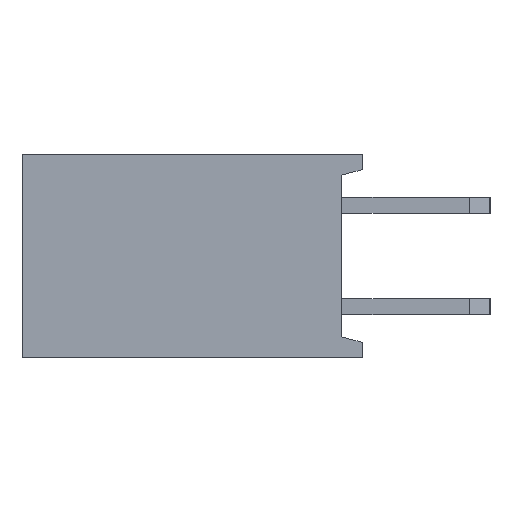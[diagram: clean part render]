
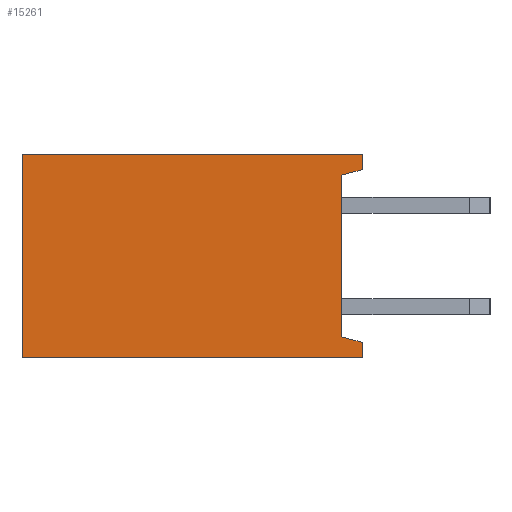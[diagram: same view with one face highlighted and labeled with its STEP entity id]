
A CAD part, left-side view. The second image highlights one B-rep face of the part: STEP entity #15261.
In plain terms, the highlighted planar face has unit normal (-1, 0, 0).
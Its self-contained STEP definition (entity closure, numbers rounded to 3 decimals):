
#106 = EDGE_CURVE ( 'NONE', #3198, #1356, #7241, .T. ) ;
#349 = VECTOR ( 'NONE', #10579, 1000. ) ;
#369 = DIRECTION ( 'NONE',  ( 0., 1., 0. ) ) ;
#406 = EDGE_CURVE ( 'NONE', #13847, #15772, #8265, .T. ) ;
#448 = CARTESIAN_POINT ( 'NONE',  ( -24.384, 0., -2.54 ) ) ;
#659 = CARTESIAN_POINT ( 'NONE',  ( -24.384, 8.509, -2.54 ) ) ;
#779 = LINE ( 'NONE', #4336, #349 ) ;
#962 = ORIENTED_EDGE ( 'NONE', *, *, #5702, .T. ) ;
#1119 = VECTOR ( 'NONE', #12880, 1000. ) ;
#1356 = VERTEX_POINT ( 'NONE', #7161 ) ;
#2059 = FACE_OUTER_BOUND ( 'NONE', #4753, .T. ) ;
#2102 = VERTEX_POINT ( 'NONE', #3251 ) ;
#2490 = EDGE_CURVE ( 'NONE', #15772, #11752, #4685, .T. ) ;
#2630 = ORIENTED_EDGE ( 'NONE', *, *, #10532, .T. ) ;
#2943 = LINE ( 'NONE', #7879, #13655 ) ;
#2999 = DIRECTION ( 'NONE',  ( 0., 0.966, 0.259 ) ) ;
#3198 = VERTEX_POINT ( 'NONE', #11621 ) ;
#3251 = CARTESIAN_POINT ( 'NONE',  ( -24.384, 0.508, -2.023 ) ) ;
#3533 = VECTOR ( 'NONE', #4522, 1000. ) ;
#3634 = CARTESIAN_POINT ( 'NONE',  ( -24.384, 0., -2.54 ) ) ;
#3963 = AXIS2_PLACEMENT_3D ( 'NONE', #7047, #4633, #10633 ) ;
#4289 = CARTESIAN_POINT ( 'NONE',  ( -24.384, 0., -2.159 ) ) ;
#4318 = DIRECTION ( 'NONE',  ( 0., 0., -1. ) ) ;
#4336 = CARTESIAN_POINT ( 'NONE',  ( -24.384, 0.508, 2.023 ) ) ;
#4522 = DIRECTION ( 'NONE',  ( 0., -1., 0. ) ) ;
#4547 = VECTOR ( 'NONE', #2999, 1000. ) ;
#4633 = DIRECTION ( 'NONE',  ( -1., 0., 0. ) ) ;
#4685 = LINE ( 'NONE', #659, #3533 ) ;
#4753 = EDGE_LOOP ( 'NONE', ( #962, #12466, #10414, #7278, #2630, #10293, #10915, #12325 ) ) ;
#5463 = CARTESIAN_POINT ( 'NONE',  ( -24.384, 0.508, 2.023 ) ) ;
#5702 = EDGE_CURVE ( 'NONE', #1356, #13847, #2943, .T. ) ;
#5873 = VERTEX_POINT ( 'NONE', #11414 ) ;
#7047 = CARTESIAN_POINT ( 'NONE',  ( -24.384, 0., 0. ) ) ;
#7161 = CARTESIAN_POINT ( 'NONE',  ( -24.384, 0., 2.54 ) ) ;
#7241 = LINE ( 'NONE', #14758, #15567 ) ;
#7278 = ORIENTED_EDGE ( 'NONE', *, *, #11148, .T. ) ;
#7312 = DIRECTION ( 'NONE',  ( 0., 0., 1. ) ) ;
#7879 = CARTESIAN_POINT ( 'NONE',  ( -24.384, 0., 2.54 ) ) ;
#8062 = VERTEX_POINT ( 'NONE', #5463 ) ;
#8100 = PLANE ( 'NONE',  #3963 ) ;
#8265 = LINE ( 'NONE', #13210, #12257 ) ;
#8759 = DIRECTION ( 'NONE',  ( 0., 0., 1. ) ) ;
#9010 = LINE ( 'NONE', #448, #11037 ) ;
#9432 = LINE ( 'NONE', #14377, #1119 ) ;
#10293 = ORIENTED_EDGE ( 'NONE', *, *, #14529, .T. ) ;
#10414 = ORIENTED_EDGE ( 'NONE', *, *, #2490, .T. ) ;
#10447 = LINE ( 'NONE', #4289, #4547 ) ;
#10532 = EDGE_CURVE ( 'NONE', #5873, #2102, #10447, .T. ) ;
#10579 = DIRECTION ( 'NONE',  ( 0., -0.966, 0.259 ) ) ;
#10633 = DIRECTION ( 'NONE',  ( 0., 0., 1. ) ) ;
#10915 = ORIENTED_EDGE ( 'NONE', *, *, #14813, .T. ) ;
#11037 = VECTOR ( 'NONE', #8759, 1000. ) ;
#11148 = EDGE_CURVE ( 'NONE', #11752, #5873, #9010, .T. ) ;
#11414 = CARTESIAN_POINT ( 'NONE',  ( -24.384, 0., -2.159 ) ) ;
#11621 = CARTESIAN_POINT ( 'NONE',  ( -24.384, 0., 2.159 ) ) ;
#11752 = VERTEX_POINT ( 'NONE', #3634 ) ;
#12257 = VECTOR ( 'NONE', #4318, 1000. ) ;
#12325 = ORIENTED_EDGE ( 'NONE', *, *, #106, .T. ) ;
#12466 = ORIENTED_EDGE ( 'NONE', *, *, #406, .T. ) ;
#12880 = DIRECTION ( 'NONE',  ( 0., 0., 1. ) ) ;
#13210 = CARTESIAN_POINT ( 'NONE',  ( -24.384, 8.509, 2.54 ) ) ;
#13393 = CARTESIAN_POINT ( 'NONE',  ( -24.384, 8.509, 2.54 ) ) ;
#13655 = VECTOR ( 'NONE', #369, 1000. ) ;
#13847 = VERTEX_POINT ( 'NONE', #13393 ) ;
#14377 = CARTESIAN_POINT ( 'NONE',  ( -24.384, 0.508, -2.023 ) ) ;
#14529 = EDGE_CURVE ( 'NONE', #2102, #8062, #9432, .T. ) ;
#14758 = CARTESIAN_POINT ( 'NONE',  ( -24.384, 0., 2.159 ) ) ;
#14813 = EDGE_CURVE ( 'NONE', #8062, #3198, #779, .T. ) ;
#14959 = CARTESIAN_POINT ( 'NONE',  ( -24.384, 8.509, -2.54 ) ) ;
#15261 = ADVANCED_FACE ( 'NONE', ( #2059 ), #8100, .T. ) ;
#15567 = VECTOR ( 'NONE', #7312, 1000. ) ;
#15772 = VERTEX_POINT ( 'NONE', #14959 ) ;
